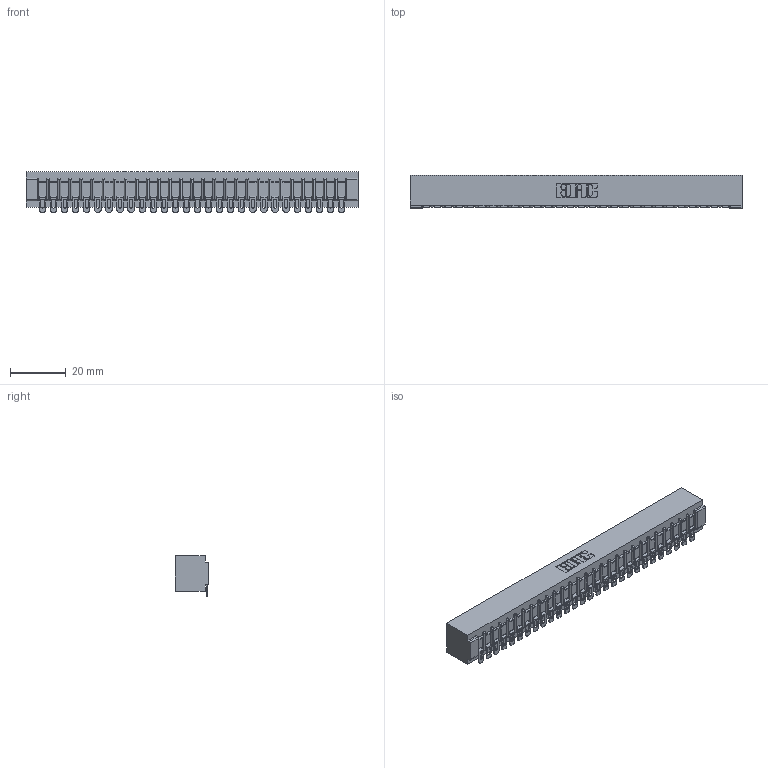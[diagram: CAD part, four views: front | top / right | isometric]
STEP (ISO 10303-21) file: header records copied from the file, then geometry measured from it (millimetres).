
FILE_DESCRIPTION (( 'STEP AP203' ), '1' );
FILE_NAME ('357-028-554-101.STEP', '2019-09-17T02:16:17', ( '' ), ( '' ), 'SwSTEP 2.0', 'SolidWorks 2016', '' );
FILE_SCHEMA (( 'CONFIG_CONTROL_DESIGN' ));
Length unit declared in the file: inch
Products named in the file (3): 357-028-554-101; 307-290-002_554; 307 Part_No Mounting Lugs
Assembly tree (29 placements, depth 2):
  357-028-554-101
    307 Part_No Mounting Lugs
    307-290-002_554  x28
Bounding box: 118.82 x 12.01 x 14.52 mm (x, y, z)
Volume: 13178.8 mm3; surface area: 16721.5 mm2
Topology: 29 solids, 29 shells, 2407 faces, 7383 edges, 4842 vertices
Faces by surface type: plane 1354, cylinder 995, sphere 58
Entity records: 26417 total; most frequent: CARTESIAN_POINT 4454, ORIENTED_EDGE 4444, DIRECTION 4338, EDGE_CURVE 2222, VECTOR 1690, LINE 1690, VERTEX_POINT 1440, AXIS2_PLACEMENT_3D 1324
